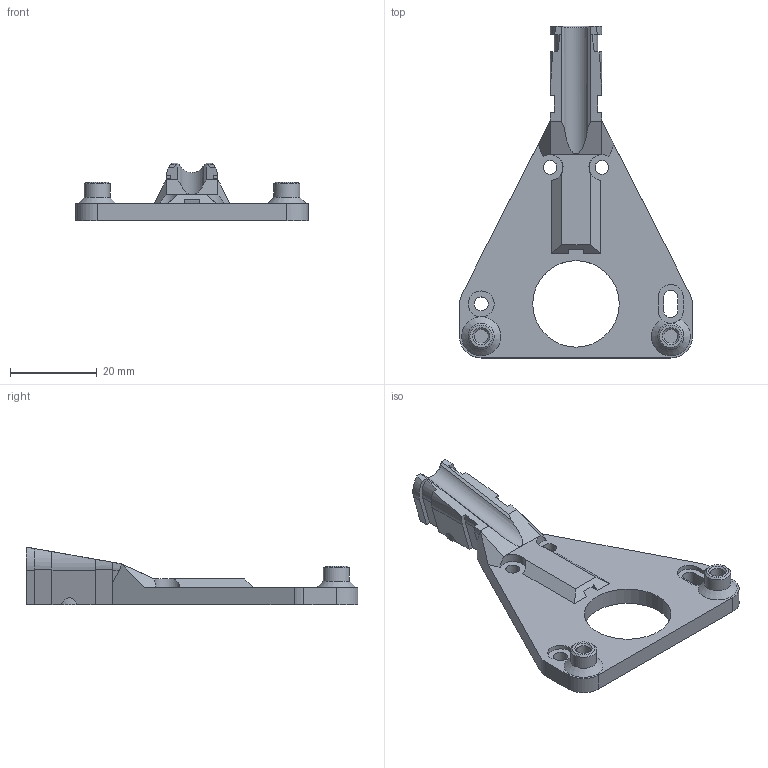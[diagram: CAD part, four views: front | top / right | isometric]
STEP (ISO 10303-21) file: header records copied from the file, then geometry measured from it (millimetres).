
FILE_DESCRIPTION(/* description */ ('Unknown'),/* implementation_level */ '2;1');
FILE_NAME(/* name */ 'Sherpa Mini CAN PCB Umbilical Mount for 3x0.3 flat spring-steel',/* time_stamp */ '2025-08-23T23:23:34+02:00',/* author */ ('Unknown'),/* organization */ ('Unknown'),/* preprocessor_version */ 'ST-DEVELOPER v20',/* originating_system */ 'Solid Edge',/* authorisation */ 'Unknown');
FILE_SCHEMA (('AUTOMOTIVE_DESIGN {1 0 10303 214 3 1 1}'));
Length unit declared in the file: millimetre
Products named in the file (1): Sherpa Mini CAN PCB Umbilical Mount for 3x0.3 flat spring-steel
Bounding box: 53.84 x 76.74 x 13.38 mm (x, y, z)
Volume: 9641.9 mm3; surface area: 6730.6 mm2
Topology: 1 solids, 1 shells, 98 faces, 269 edges, 178 vertices
Faces by surface type: plane 50, cylinder 41, cone 6, bspline 1
Full cylindrical faces by diameter (mm): 2.6 x1, 3.2 x5, 4.6 x2, 6 x3, 20 x1
Entity records: 3101 total; most frequent: CARTESIAN_POINT 587, DIRECTION 536, ORIENTED_EDGE 486, EDGE_CURVE 243, AXIS2_PLACEMENT_3D 200, VERTEX_POINT 170, LINE 136, VECTOR 136
